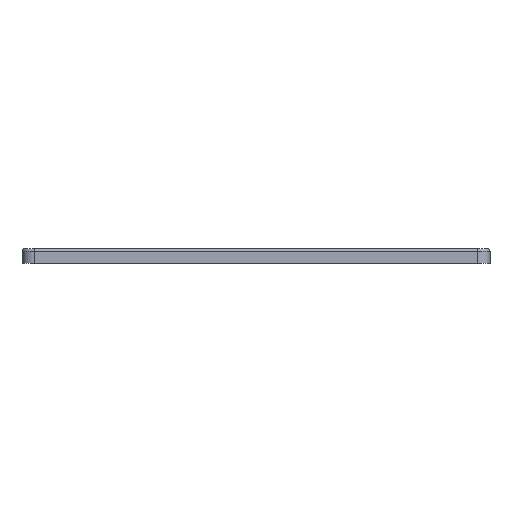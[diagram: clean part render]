
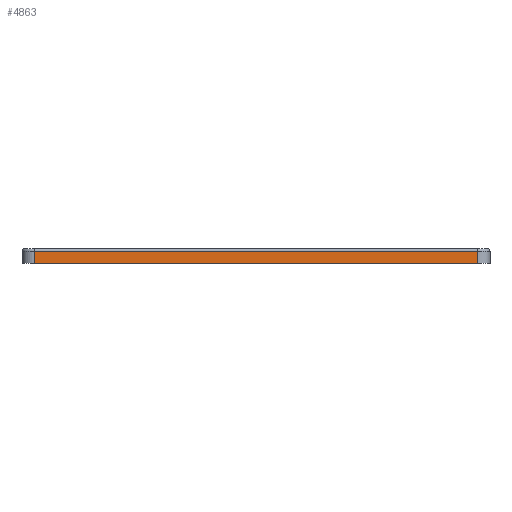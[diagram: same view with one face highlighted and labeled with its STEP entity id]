
A CAD part, front view. The second image highlights one B-rep face of the part: STEP entity #4863.
In plain terms, the highlighted planar face has unit normal (0, -1, 0).
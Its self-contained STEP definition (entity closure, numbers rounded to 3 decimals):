
#56 = VERTEX_POINT ( 'NONE', #2842 ) ;
#74 = CARTESIAN_POINT ( 'NONE',  ( 6., 1., 0. ) ) ;
#514 = LINE ( 'NONE', #828, #759 ) ;
#517 = LINE ( 'NONE', #3974, #4668 ) ;
#759 = VECTOR ( 'NONE', #3584, 1000. ) ;
#816 = ORIENTED_EDGE ( 'NONE', *, *, #3160, .F. ) ;
#828 = CARTESIAN_POINT ( 'NONE',  ( 6., 1., 0. ) ) ;
#1134 = ORIENTED_EDGE ( 'NONE', *, *, #4084, .T. ) ;
#1500 = DIRECTION ( 'NONE',  ( 0., 1., 0. ) ) ;
#1581 = CARTESIAN_POINT ( 'NONE',  ( 186., 1., 6. ) ) ;
#1624 = LINE ( 'NONE', #5145, #4177 ) ;
#1926 = DIRECTION ( 'NONE',  ( 0., 0., -1. ) ) ;
#2061 = VERTEX_POINT ( 'NONE', #74 ) ;
#2084 = LINE ( 'NONE', #1581, #2905 ) ;
#2306 = PLANE ( 'NONE',  #2984 ) ;
#2497 = EDGE_LOOP ( 'NONE', ( #816, #4741, #1134, #4047 ) ) ;
#2702 = FACE_OUTER_BOUND ( 'NONE', #2497, .T. ) ;
#2709 = DIRECTION ( 'NONE',  ( -1., 0., 0. ) ) ;
#2842 = CARTESIAN_POINT ( 'NONE',  ( 6., 1., 5. ) ) ;
#2905 = VECTOR ( 'NONE', #3545, 1000. ) ;
#2984 = AXIS2_PLACEMENT_3D ( 'NONE', #4303, #1500, #2709 ) ;
#3160 = EDGE_CURVE ( 'NONE', #4654, #4445, #2084, .T. ) ;
#3545 = DIRECTION ( 'NONE',  ( 0., 0., -1. ) ) ;
#3584 = DIRECTION ( 'NONE',  ( 1., 0., 0. ) ) ;
#3974 = CARTESIAN_POINT ( 'NONE',  ( 6., 1., 5. ) ) ;
#4047 = ORIENTED_EDGE ( 'NONE', *, *, #4263, .T. ) ;
#4084 = EDGE_CURVE ( 'NONE', #56, #2061, #1624, .T. ) ;
#4177 = VECTOR ( 'NONE', #1926, 1000. ) ;
#4200 = CARTESIAN_POINT ( 'NONE',  ( 186., 1., 0. ) ) ;
#4263 = EDGE_CURVE ( 'NONE', #2061, #4445, #514, .T. ) ;
#4303 = CARTESIAN_POINT ( 'NONE',  ( 6., 1., 6. ) ) ;
#4445 = VERTEX_POINT ( 'NONE', #4200 ) ;
#4654 = VERTEX_POINT ( 'NONE', #4932 ) ;
#4668 = VECTOR ( 'NONE', #5168, 1000. ) ;
#4741 = ORIENTED_EDGE ( 'NONE', *, *, #4990, .T. ) ;
#4863 = ADVANCED_FACE ( 'NONE', ( #2702 ), #2306, .F. ) ;
#4932 = CARTESIAN_POINT ( 'NONE',  ( 186., 1., 5. ) ) ;
#4990 = EDGE_CURVE ( 'NONE', #4654, #56, #517, .T. ) ;
#5145 = CARTESIAN_POINT ( 'NONE',  ( 6., 1., 6. ) ) ;
#5168 = DIRECTION ( 'NONE',  ( -1., 0., 0. ) ) ;
